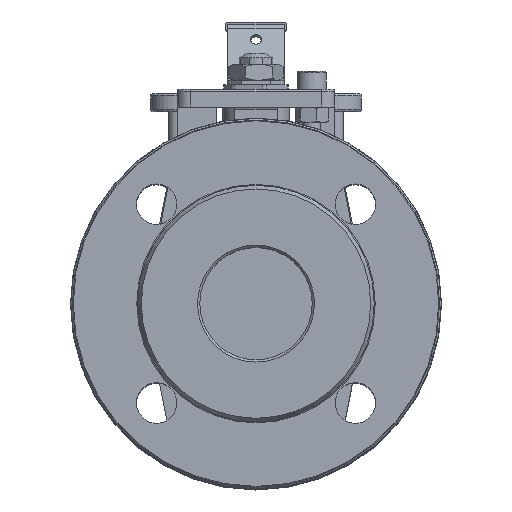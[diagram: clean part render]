
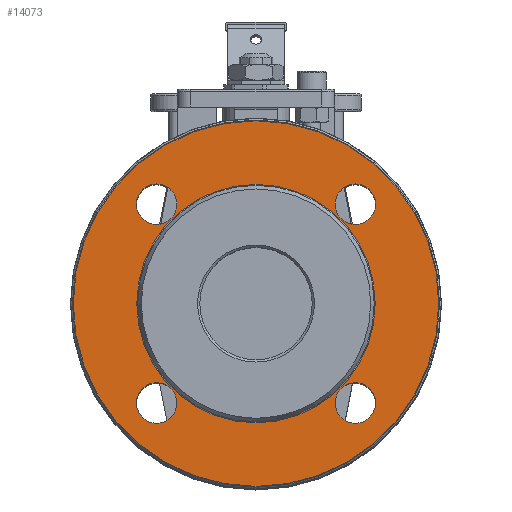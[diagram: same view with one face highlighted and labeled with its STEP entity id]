
A CAD part, top view. The second image highlights one B-rep face of the part: STEP entity #14073.
In plain terms, the highlighted planar face has unit normal (0, 0, 1).
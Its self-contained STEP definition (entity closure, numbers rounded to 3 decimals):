
#1020=FACE_BOUND('',#2394,.T.);
#1021=FACE_BOUND('',#2395,.T.);
#1022=FACE_BOUND('',#2396,.T.);
#1023=FACE_BOUND('',#2397,.T.);
#1024=FACE_BOUND('',#2398,.T.);
#1507=FACE_OUTER_BOUND('',#2393,.T.);
#2393=EDGE_LOOP('',(#10918));
#2394=EDGE_LOOP('',(#10919));
#2395=EDGE_LOOP('',(#10920));
#2396=EDGE_LOOP('',(#10921));
#2397=EDGE_LOOP('',(#10922));
#2398=EDGE_LOOP('',(#10923));
#3273=CIRCLE('',#15541,53.021);
#3277=CIRCLE('',#15546,81.293);
#3278=CIRCLE('',#15547,9.);
#3279=CIRCLE('',#15548,9.);
#3280=CIRCLE('',#15549,9.);
#3281=CIRCLE('',#15550,9.);
#6148=VERTEX_POINT('',#24797);
#6151=VERTEX_POINT('',#24805);
#6152=VERTEX_POINT('',#24807);
#6153=VERTEX_POINT('',#24809);
#6154=VERTEX_POINT('',#24811);
#6155=VERTEX_POINT('',#24813);
#7810=EDGE_CURVE('',#6148,#6148,#3273,.T.);
#7814=EDGE_CURVE('',#6151,#6151,#3277,.T.);
#7815=EDGE_CURVE('',#6152,#6152,#3278,.T.);
#7816=EDGE_CURVE('',#6153,#6153,#3279,.T.);
#7817=EDGE_CURVE('',#6154,#6154,#3280,.T.);
#7818=EDGE_CURVE('',#6155,#6155,#3281,.T.);
#10918=ORIENTED_EDGE('',*,*,#7814,.F.);
#10919=ORIENTED_EDGE('',*,*,#7815,.T.);
#10920=ORIENTED_EDGE('',*,*,#7816,.T.);
#10921=ORIENTED_EDGE('',*,*,#7817,.T.);
#10922=ORIENTED_EDGE('',*,*,#7818,.T.);
#10923=ORIENTED_EDGE('',*,*,#7810,.F.);
#12778=PLANE('',#15545);
#14073=ADVANCED_FACE('',(#1507,#1020,#1021,#1022,#1023,#1024),#12778,.T.);
#15541=AXIS2_PLACEMENT_3D('',#24798,#18499,#18500);
#15545=AXIS2_PLACEMENT_3D('',#24804,#18507,#18508);
#15546=AXIS2_PLACEMENT_3D('',#24806,#18509,#18510);
#15547=AXIS2_PLACEMENT_3D('',#24808,#18511,#18512);
#15548=AXIS2_PLACEMENT_3D('',#24810,#18513,#18514);
#15549=AXIS2_PLACEMENT_3D('',#24812,#18515,#18516);
#15550=AXIS2_PLACEMENT_3D('',#24814,#18517,#18518);
#18499=DIRECTION('center_axis',(0.,0.,1.));
#18500=DIRECTION('ref_axis',(-1.,0.,0.));
#18507=DIRECTION('center_axis',(0.,0.,1.));
#18508=DIRECTION('ref_axis',(1.,0.,0.));
#18509=DIRECTION('center_axis',(0.,0.,-1.));
#18510=DIRECTION('ref_axis',(-1.,0.,0.));
#18511=DIRECTION('center_axis',(0.,0.,-1.));
#18512=DIRECTION('ref_axis',(-1.,0.,0.));
#18513=DIRECTION('center_axis',(0.,0.,-1.));
#18514=DIRECTION('ref_axis',(-1.,0.,0.));
#18515=DIRECTION('center_axis',(0.,0.,-1.));
#18516=DIRECTION('ref_axis',(-1.,0.,0.));
#18517=DIRECTION('center_axis',(0.,0.,-1.));
#18518=DIRECTION('ref_axis',(-1.,0.,0.));
#24797=CARTESIAN_POINT('',(-53.021,0.,112.));
#24798=CARTESIAN_POINT('Origin',(0.,0.,112.));
#24804=CARTESIAN_POINT('Origin',(0.,0.,112.));
#24805=CARTESIAN_POINT('',(81.293,0.,112.));
#24806=CARTESIAN_POINT('Origin',(0.,0.,112.));
#24807=CARTESIAN_POINT('',(53.194,-44.194,112.));
#24808=CARTESIAN_POINT('Origin',(44.194,-44.194,112.));
#24809=CARTESIAN_POINT('',(53.194,44.194,112.));
#24810=CARTESIAN_POINT('Origin',(44.194,44.194,112.));
#24811=CARTESIAN_POINT('',(-35.194,44.194,112.));
#24812=CARTESIAN_POINT('Origin',(-44.194,44.194,112.));
#24813=CARTESIAN_POINT('',(-35.194,-44.194,112.));
#24814=CARTESIAN_POINT('Origin',(-44.194,-44.194,112.));
